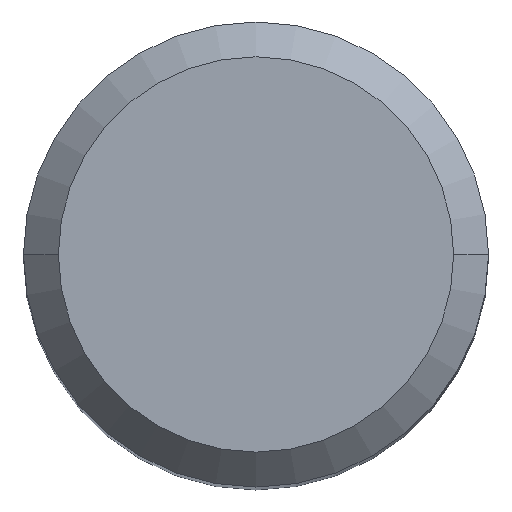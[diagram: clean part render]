
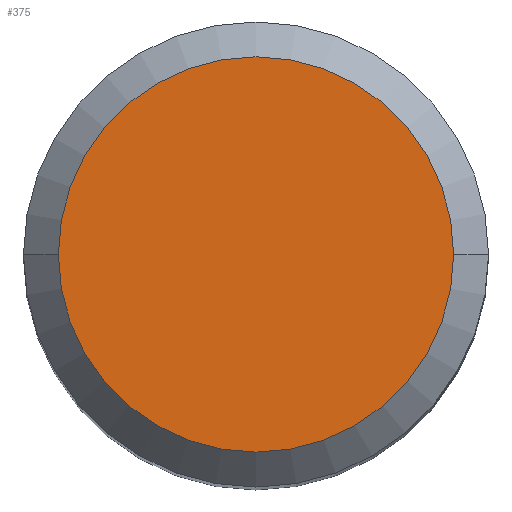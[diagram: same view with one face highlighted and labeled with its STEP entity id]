
A CAD part, top view. The second image highlights one B-rep face of the part: STEP entity #375.
In plain terms, the highlighted planar face has unit normal (0, 0, 1).
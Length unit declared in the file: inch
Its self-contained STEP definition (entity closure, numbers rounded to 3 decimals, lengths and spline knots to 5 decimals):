
#12 = CARTESIAN_POINT ( 'NONE',  ( 0., 0., 0. ) ) ;
#25 = ORIENTED_EDGE ( 'NONE', *, *, #355, .T. ) ;
#44 = DIRECTION ( 'NONE',  ( 0., 0., -1. ) ) ;
#76 = CARTESIAN_POINT ( 'NONE',  ( 0.20077, 0., 0. ) ) ;
#84 = FACE_OUTER_BOUND ( 'NONE', #480, .T. ) ;
#117 = VERTEX_POINT ( 'NONE', #76 ) ;
#152 = DIRECTION ( 'NONE',  ( 0., 0., 1. ) ) ;
#153 = CIRCLE ( 'NONE', #434, 0.20077 ) ;
#166 = DIRECTION ( 'NONE',  ( -1., 0., 0. ) ) ;
#177 = CARTESIAN_POINT ( 'NONE',  ( -0.20077, 0., 0. ) ) ;
#187 = EDGE_CURVE ( 'NONE', #456, #117, #153, .T. ) ;
#206 = CARTESIAN_POINT ( 'NONE',  ( 0., 0., 0. ) ) ;
#266 = AXIS2_PLACEMENT_3D ( 'NONE', #206, #349, #321 ) ;
#321 = DIRECTION ( 'NONE',  ( 1., 0., 0. ) ) ;
#333 = AXIS2_PLACEMENT_3D ( 'NONE', #12, #44, #166 ) ;
#349 = DIRECTION ( 'NONE',  ( 0., 0., 1. ) ) ;
#353 = PLANE ( 'NONE',  #333 ) ;
#355 = EDGE_CURVE ( 'NONE', #117, #456, #439, .T. ) ;
#375 = ADVANCED_FACE ( 'NONE', ( #84 ), #353, .F. ) ;
#376 = CARTESIAN_POINT ( 'NONE',  ( 0., 0., 0. ) ) ;
#434 = AXIS2_PLACEMENT_3D ( 'NONE', #376, #152, #454 ) ;
#439 = CIRCLE ( 'NONE', #266, 0.20077 ) ;
#454 = DIRECTION ( 'NONE',  ( 1., 0., 0. ) ) ;
#456 = VERTEX_POINT ( 'NONE', #177 ) ;
#473 = ORIENTED_EDGE ( 'NONE', *, *, #187, .T. ) ;
#480 = EDGE_LOOP ( 'NONE', ( #473, #25 ) ) ;
